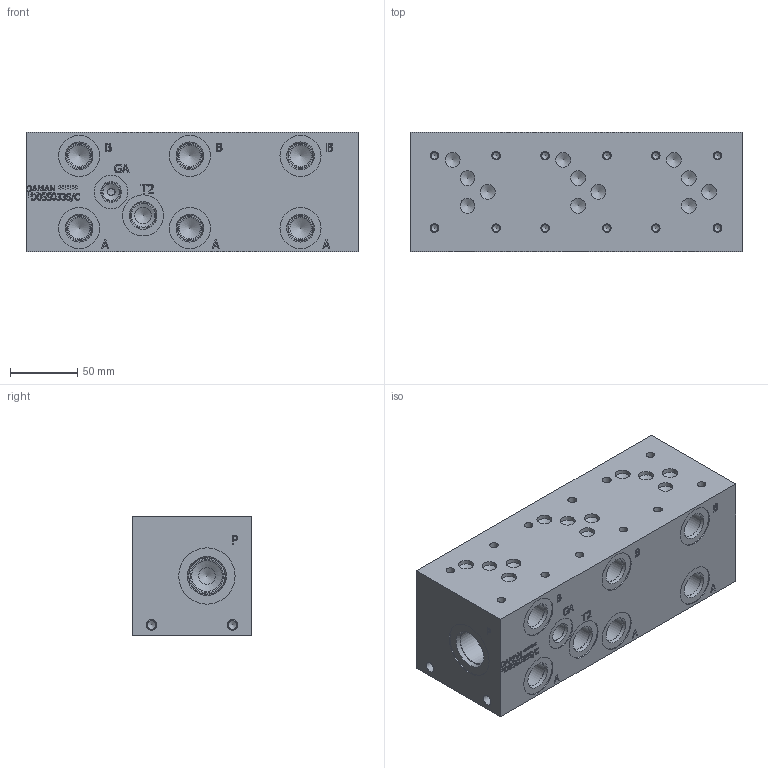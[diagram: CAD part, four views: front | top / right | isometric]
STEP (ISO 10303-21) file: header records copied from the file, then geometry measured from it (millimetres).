
FILE_DESCRIPTION(/* description */ (''),/* implementation_level */ '2;1');
FILE_NAME(/* name */ '_D05S033S_C.stp',/* time_stamp */ '2022-10-26T16:29:13-04:00',/* author */ ('bobbyh'),/* organization */ (''),/* preprocessor_version */ 'ST-DEVELOPER v18',/* originating_system */ 'Autodesk Inventor 2020',/* authorisation */ '');
FILE_SCHEMA (('AUTOMOTIVE_DESIGN { 1 0 10303 214 3 1 1 }'));
Length unit declared in the file: millimetre
Products named in the file (1): Part_AD05S033S~C.D04968R2_3D
Bounding box: 247.65 x 88.9 x 88.9 mm (x, y, z)
Volume: 1811040.8 mm3; surface area: 133877.2 mm2
Topology: 1 solids, 1 shells, 783 faces, 2154 edges, 1459 vertices
Faces by surface type: plane 391, bspline 214, cylinder 103, cone 75
Full cylindrical faces by diameter (mm): 5.105 x12, 6.35 x12, 6.528 x4, 7.925 x4, 11.125 x13, 12.294 x3, 12.9 x1, 14.275 x1, 14.29 x1, 14.529 x1, 15.875 x6, 15.9 x1, 17.501 x7, 19.05 x7, 19.253 x7, 20.62 x1, 22.23 x1, 22.54 x1, 23.012 x2, 24.917 x2, 25.019 x1, 26.99 x2, 27.432 x2, 30.16 x1, 30.632 x7, 41.275 x1, 42.037 x1
Entity records: 26540 total; most frequent: CARTESIAN_POINT 7176, ORIENTED_EDGE 4232, DIRECTION 3211, EDGE_CURVE 2116, VERTEX_POINT 1459, LINE 1299, VECTOR 1299, AXIS2_PLACEMENT_3D 956
